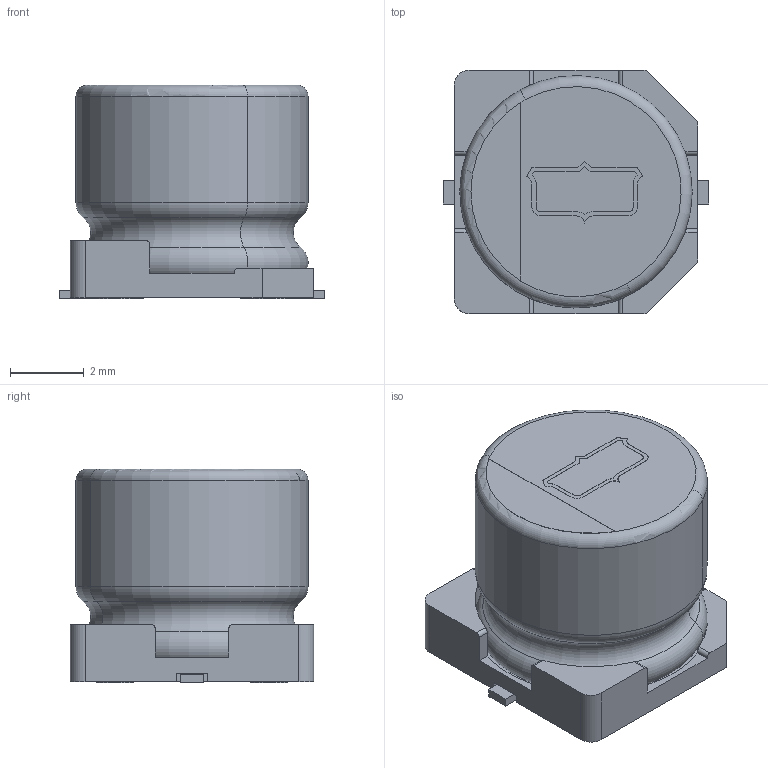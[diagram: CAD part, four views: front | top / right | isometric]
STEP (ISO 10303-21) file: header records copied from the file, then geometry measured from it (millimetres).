
FILE_DESCRIPTION(('CATIA V5 STEP Exchange','CAx-IF Rec.Pracs.--- Model Styling and Organization---1.4--- 2014-01-23','CAx-IF Rec.Pracs.---3D Tessellated Data Validation Properties---0.5---2014-09-14'),'2;1');
FILE_NAME('A-CHIP_D6.3_L5.8__NORMAL_COATED-CASE_STRUCTURE.stp','2021-01-18T08:35:28+00:00',('none'),('none'),'CATIA Version 5-6 Release 2016 SP6','CATIA V5 STEP AP242','none');
FILE_SCHEMA(('AP242_MANAGED_MODEL_BASED_3D_ENGINEERING_MIM_LF {1 0 10303 442 1 1 4}'));
Length unit declared in the file: millimetre
Products named in the file (5): A-CHIP_D6.3_L5.8__NORMAL_COATED-CASE_STRUCTURE; A-CHIP_D6.3_L5.8_ELEMENT; A-CHIP_D6.3_LEAD-; A-CHIP_D6.3_LEAD＋; A-CHIP_D6.3_TABLE
Assembly tree (4 placements, depth 2):
  A-CHIP_D6.3_L5.8__NORMAL_COATED-CASE_STRUCTURE
    A-CHIP_D6.3_L5.8_ELEMENT
    A-CHIP_D6.3_LEAD-
    A-CHIP_D6.3_LEAD＋
    A-CHIP_D6.3_TABLE
Bounding box: 7.2 x 6.6 x 5.8 mm (x, y, z)
Volume: 179.6 mm3; surface area: 305.7 mm2
Topology: 4 solids, 4 shells, 149 faces, 395 edges, 260 vertices
Faces by surface type: plane 86, cylinder 55, torus 8
Entity records: 4536 total; most frequent: CARTESIAN_POINT 878, ORIENTED_EDGE 790, DIRECTION 603, EDGE_CURVE 395, VERTEX_POINT 260, VECTOR 248, LINE 248, AXIS2_PLACEMENT_3D 238
